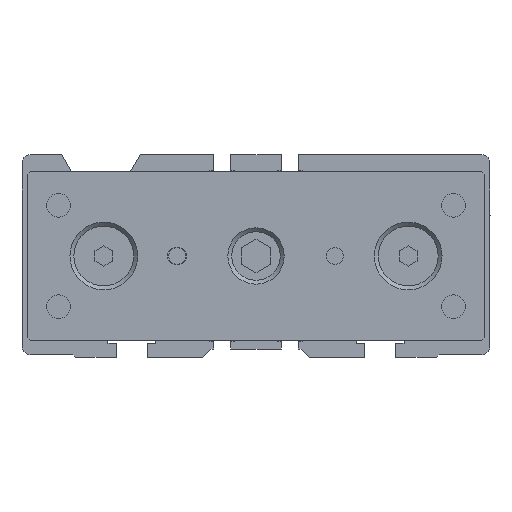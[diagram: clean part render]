
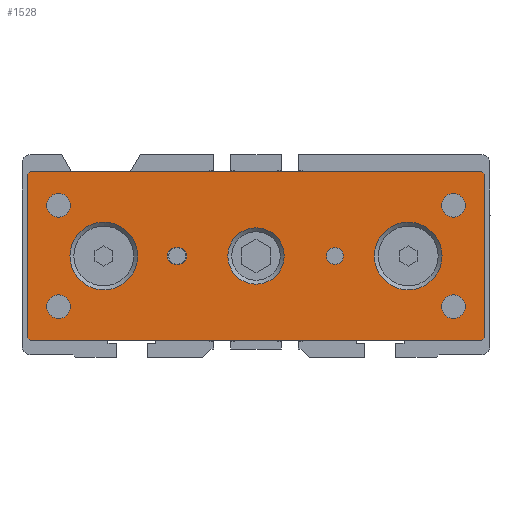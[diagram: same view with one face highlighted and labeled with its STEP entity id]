
A CAD part, left-side view. The second image highlights one B-rep face of the part: STEP entity #1528.
In plain terms, the highlighted planar face has unit normal (-1, 0, 0).
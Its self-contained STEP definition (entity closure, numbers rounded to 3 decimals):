
#915=CARTESIAN_POINT('',(0.,14.25,-1.5));
#916=VERTEX_POINT('Vertex52',#915);
#923=CARTESIAN_POINT('',(0.,13.75,-1.5));
#924=VERTEX_POINT('Vertex53',#923);
#925=CARTESIAN_POINT('',(0.,14.,-1.5));
#926=DIRECTION('',(0.,1.,0.));
#927=VECTOR('',#926,1.);
#928=LINE('nurbsCrv71',#925,#927);
#929=EDGE_CURVE('Edge71',#924,#916,#928,.T.);
#1007=CARTESIAN_POINT('',(0.,-15.5,0.));
#1008=VERTEX_POINT('Vertex57',#1007);
#1009=CARTESIAN_POINT('',(0.,-14.,0.));
#1010=DIRECTION('',(1.,0.,0.));
#1011=DIRECTION('',(0.,-1.,0.));
#1012=AXIS2_PLACEMENT_3D('',#1009,#1010,#1011);
#1013=CIRCLE('nurbsCrv78',#1012,1.5);
#1014=EDGE_CURVE('Edge78',#1008,#1008,#1013,.T.);
#1025=CARTESIAN_POINT('',(0.,14.25,1.5));
#1026=VERTEX_POINT('Vertex58',#1025);
#1033=CARTESIAN_POINT('',(0.,14.25,0.));
#1034=DIRECTION('',(1.,0.,0.));
#1035=DIRECTION('',(0.,0.,-1.));
#1036=AXIS2_PLACEMENT_3D('',#1033,#1034,#1035);
#1037=CIRCLE('nurbsCrv80',#1036,1.5);
#1038=EDGE_CURVE('Edge80',#916,#1026,#1037,.T.);
#1051=CARTESIAN_POINT('',(0.,13.75,1.5));
#1052=VERTEX_POINT('Vertex59',#1051);
#1053=CARTESIAN_POINT('',(0.,13.75,0.));
#1054=DIRECTION('',(1.,0.,0.));
#1055=DIRECTION('',(0.,0.,1.));
#1056=AXIS2_PLACEMENT_3D('',#1053,#1054,#1055);
#1057=CIRCLE('nurbsCrv81',#1056,1.5);
#1058=EDGE_CURVE('Edge81',#1052,#924,#1057,.T.);
#1076=CARTESIAN_POINT('',(0.,14.,1.5));
#1077=DIRECTION('',(0.,-1.,0.));
#1078=VECTOR('',#1077,1.);
#1079=LINE('nurbsCrv83',#1076,#1078);
#1080=EDGE_CURVE('Edge83',#1026,#1052,#1079,.T.);
#1092=CARTESIAN_POINT('',(0.,-33.,0.));
#1093=VERTEX_POINT('Vertex60',#1092);
#1094=CARTESIAN_POINT('',(0.,-27.,0.));
#1095=DIRECTION('',(1.,0.,0.));
#1096=DIRECTION('',(0.,-1.,0.));
#1097=AXIS2_PLACEMENT_3D('',#1094,#1095,#1096);
#1098=CIRCLE('nurbsCrv84',#1097,6.);
#1099=EDGE_CURVE('Edge84',#1093,#1093,#1098,.T.);
#1112=CARTESIAN_POINT('',(0.,-5.,0.));
#1113=VERTEX_POINT('Vertex61',#1112);
#1114=CARTESIAN_POINT('',(0.,0.,0.));
#1115=DIRECTION('',(1.,0.,0.));
#1116=DIRECTION('',(0.,-1.,0.));
#1117=AXIS2_PLACEMENT_3D('',#1114,#1115,#1116);
#1118=CIRCLE('nurbsCrv85',#1117,5.);
#1119=EDGE_CURVE('Edge85',#1113,#1113,#1118,.T.);
#1132=CARTESIAN_POINT('',(0.,21.,0.));
#1133=VERTEX_POINT('Vertex62',#1132);
#1134=CARTESIAN_POINT('',(0.,27.,0.));
#1135=DIRECTION('',(1.,0.,0.));
#1136=DIRECTION('',(0.,-1.,0.));
#1137=AXIS2_PLACEMENT_3D('',#1134,#1135,#1136);
#1138=CIRCLE('nurbsCrv86',#1137,6.);
#1139=EDGE_CURVE('Edge86',#1133,#1133,#1138,.T.);
#1172=CARTESIAN_POINT('',(0.,-37.1,-9.));
#1173=VERTEX_POINT('Vertex64',#1172);
#1174=CARTESIAN_POINT('',(0.,-35.,-9.));
#1175=DIRECTION('',(1.,0.,0.));
#1176=DIRECTION('',(0.,-1.,0.));
#1177=AXIS2_PLACEMENT_3D('',#1174,#1175,#1176);
#1178=CIRCLE('nurbsCrv88',#1177,2.1);
#1179=EDGE_CURVE('Edge88',#1173,#1173,#1178,.T.);
#1209=CARTESIAN_POINT('',(0.,-37.1,9.));
#1210=VERTEX_POINT('Vertex66',#1209);
#1211=CARTESIAN_POINT('',(0.,-35.,9.));
#1212=DIRECTION('',(1.,0.,0.));
#1213=DIRECTION('',(0.,-1.,0.));
#1214=AXIS2_PLACEMENT_3D('',#1211,#1212,#1213);
#1215=CIRCLE('nurbsCrv90',#1214,2.1);
#1216=EDGE_CURVE('Edge90',#1210,#1210,#1215,.T.);
#1246=CARTESIAN_POINT('',(0.,32.9,-9.));
#1247=VERTEX_POINT('Vertex68',#1246);
#1248=CARTESIAN_POINT('',(0.,35.,-9.));
#1249=DIRECTION('',(1.,0.,0.));
#1250=DIRECTION('',(0.,-1.,0.));
#1251=AXIS2_PLACEMENT_3D('',#1248,#1249,#1250);
#1252=CIRCLE('nurbsCrv92',#1251,2.1);
#1253=EDGE_CURVE('Edge92',#1247,#1247,#1252,.T.);
#1283=CARTESIAN_POINT('',(0.,32.9,9.));
#1284=VERTEX_POINT('Vertex70',#1283);
#1285=CARTESIAN_POINT('',(0.,35.,9.));
#1286=DIRECTION('',(1.,0.,0.));
#1287=DIRECTION('',(0.,-1.,0.));
#1288=AXIS2_PLACEMENT_3D('',#1285,#1286,#1287);
#1289=CIRCLE('nurbsCrv94',#1288,2.1);
#1290=EDGE_CURVE('Edge94',#1284,#1284,#1289,.T.);
#1310=CARTESIAN_POINT('',(0.,40.5,14.5));
#1311=VERTEX_POINT('Vertex73',#1310);
#1318=CARTESIAN_POINT('',(0.,40.,15.));
#1319=VERTEX_POINT('Vertex74',#1318);
#1320=CARTESIAN_POINT('',(0.,40.25,14.75));
#1321=DIRECTION('',(0.,0.707,-0.707));
#1322=VECTOR('',#1321,1.);
#1323=LINE('nurbsCrv97',#1320,#1322);
#1324=EDGE_CURVE('Edge97',#1319,#1311,#1323,.T.);
#1348=CARTESIAN_POINT('',(0.,40.5,-14.5));
#1349=VERTEX_POINT('Vertex76',#1348);
#1356=CARTESIAN_POINT('',(0.,40.5,0.));
#1357=DIRECTION('',(0.,0.,1.));
#1358=VECTOR('',#1357,1.);
#1359=LINE('nurbsCrv101',#1356,#1358);
#1360=EDGE_CURVE('Edge101',#1349,#1311,#1359,.T.);
#1379=CARTESIAN_POINT('',(0.,40.,-15.));
#1380=VERTEX_POINT('Vertex78',#1379);
#1387=CARTESIAN_POINT('',(0.,40.25,-14.75));
#1388=DIRECTION('',(0.,0.707,0.707));
#1389=VECTOR('',#1388,1.);
#1390=LINE('nurbsCrv104',#1387,#1389);
#1391=EDGE_CURVE('Edge104',#1380,#1349,#1390,.T.);
#1410=CARTESIAN_POINT('',(0.,-40.,-15.));
#1411=VERTEX_POINT('Vertex80',#1410);
#1418=CARTESIAN_POINT('',(0.,0.,-15.));
#1419=DIRECTION('',(0.,1.,0.));
#1420=VECTOR('',#1419,1.);
#1421=LINE('nurbsCrv107',#1418,#1420);
#1422=EDGE_CURVE('Edge107',#1411,#1380,#1421,.T.);
#1441=CARTESIAN_POINT('',(0.,-40.5,-14.5));
#1442=VERTEX_POINT('Vertex82',#1441);
#1449=CARTESIAN_POINT('',(0.,-40.25,-14.75));
#1450=DIRECTION('',(0.,-0.707,0.707));
#1451=VECTOR('',#1450,1.);
#1452=LINE('nurbsCrv110',#1449,#1451);
#1453=EDGE_CURVE('Edge110',#1411,#1442,#1452,.T.);
#1464=CARTESIAN_POINT('',(0.,-40.5,14.5));
#1465=VERTEX_POINT('Vertex84',#1464);
#1466=CARTESIAN_POINT('',(0.,-40.,15.));
#1467=VERTEX_POINT('Vertex83',#1466);
#1468=CARTESIAN_POINT('',(0.,-40.25,14.75));
#1469=DIRECTION('',(0.,0.707,0.707));
#1470=VECTOR('',#1469,1.);
#1471=LINE('nurbsCrv111',#1468,#1470);
#1472=EDGE_CURVE('Edge111',#1465,#1467,#1471,.T.);
#1473=ORIENTED_EDGE('Edgeuse194',*,*,#1472,.T.);
#1474=CARTESIAN_POINT('',(0.,0.,15.));
#1475=DIRECTION('',(0.,1.,0.));
#1476=VECTOR('',#1475,1.);
#1477=LINE('nurbsCrv112',#1474,#1476);
#1478=EDGE_CURVE('Edge112',#1467,#1319,#1477,.T.);
#1479=ORIENTED_EDGE('Edgeuse195',*,*,#1478,.T.);
#1480=ORIENTED_EDGE('Edgeuse196',*,*,#1324,.T.);
#1481=ORIENTED_EDGE('Edgeuse197',*,*,#1360,.F.);
#1482=ORIENTED_EDGE('Edgeuse198',*,*,#1391,.F.);
#1483=ORIENTED_EDGE('Edgeuse199',*,*,#1422,.F.);
#1484=ORIENTED_EDGE('Edgeuse200',*,*,#1453,.T.);
#1485=CARTESIAN_POINT('',(0.,-40.5,0.));
#1486=DIRECTION('',(0.,0.,1.));
#1487=VECTOR('',#1486,1.);
#1488=LINE('nurbsCrv113',#1485,#1487);
#1489=EDGE_CURVE('Edge113',#1442,#1465,#1488,.T.);
#1490=ORIENTED_EDGE('Edgeuse201',*,*,#1489,.T.);
#1491=EDGE_LOOP('',(#1473,#1479,#1480,#1481,#1482,#1483,#1484,#1490));
#1492=FACE_OUTER_BOUND('',#1491,.T.);
#1493=ORIENTED_EDGE('Edgeuse202',*,*,#1099,.T.);
#1494=EDGE_LOOP('',(#1493));
#1495=FACE_BOUND('',#1494,.T.);
#1496=ORIENTED_EDGE('Edgeuse203',*,*,#1119,.T.);
#1497=EDGE_LOOP('',(#1496));
#1498=FACE_BOUND('',#1497,.T.);
#1499=ORIENTED_EDGE('Edgeuse204',*,*,#1139,.T.);
#1500=EDGE_LOOP('',(#1499));
#1501=FACE_BOUND('',#1500,.T.);
#1502=ORIENTED_EDGE('Edgeuse205',*,*,#1014,.T.);
#1503=EDGE_LOOP('',(#1502));
#1504=FACE_BOUND('',#1503,.T.);
#1505=ORIENTED_EDGE('Edgeuse206',*,*,#1038,.T.);
#1506=ORIENTED_EDGE('Edgeuse207',*,*,#1080,.T.);
#1507=ORIENTED_EDGE('Edgeuse208',*,*,#1058,.T.);
#1508=ORIENTED_EDGE('Edgeuse209',*,*,#929,.T.);
#1509=EDGE_LOOP('',(#1505,#1506,#1507,#1508));
#1510=FACE_BOUND('',#1509,.T.);
#1511=ORIENTED_EDGE('Edgeuse190',*,*,#1290,.T.);
#1512=EDGE_LOOP('',(#1511));
#1513=FACE_BOUND('',#1512,.T.);
#1514=ORIENTED_EDGE('Edgeuse191',*,*,#1253,.T.);
#1515=EDGE_LOOP('',(#1514));
#1516=FACE_BOUND('',#1515,.T.);
#1517=ORIENTED_EDGE('Edgeuse192',*,*,#1216,.T.);
#1518=EDGE_LOOP('',(#1517));
#1519=FACE_BOUND('',#1518,.T.);
#1520=ORIENTED_EDGE('Edgeuse193',*,*,#1179,.T.);
#1521=EDGE_LOOP('',(#1520));
#1522=FACE_BOUND('',#1521,.T.);
#1523=CARTESIAN_POINT('',(0.,0.,0.));
#1524=DIRECTION('',(-1.,0.,0.));
#1525=DIRECTION('',(0.,-1.,0.));
#1526=AXIS2_PLACEMENT_3D('',#1523,#1524,#1525);
#1527=PLANE('nurbsSrf53',#1526);
#1528=ADVANCED_FACE('Face53',(#1492,#1495,#1498,#1501,#1504,#1510,#1513,#1516,
#1519,#1522),#1527,.T.);
